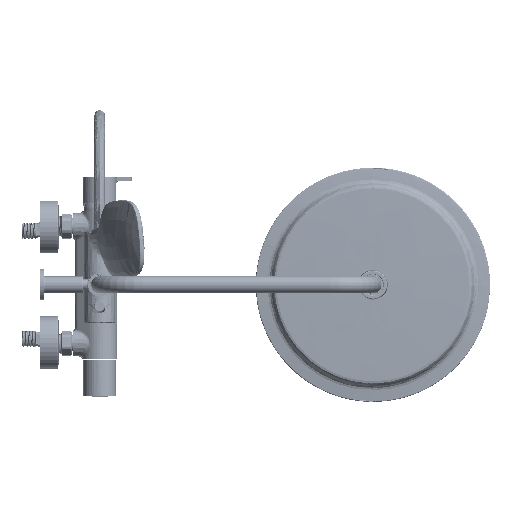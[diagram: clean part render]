
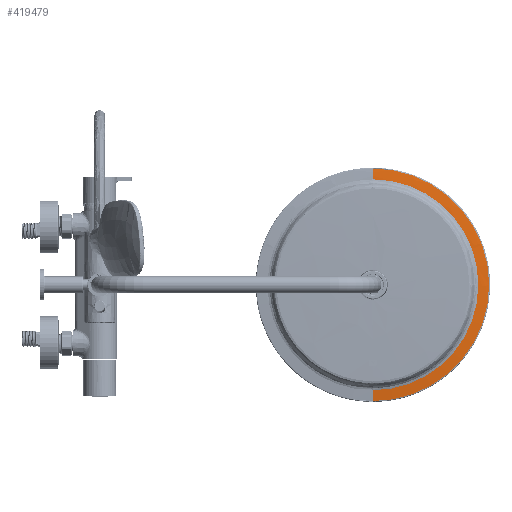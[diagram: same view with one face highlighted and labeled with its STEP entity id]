
A CAD part, front view. The second image highlights one B-rep face of the part: STEP entity #419479.
In plain terms, the highlighted free-form (B-spline) face has degree [3, 3] with [4, 7] control points.
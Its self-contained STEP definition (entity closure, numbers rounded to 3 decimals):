
#2156 = VERTEX_POINT ( 'NONE', #52154 ) ;
#15676 = CARTESIAN_POINT ( 'NONE',  ( 350., -1079.153, -135.026 ) ) ;
#15837 = CARTESIAN_POINT ( 'NONE',  ( 350., -1078.447, 144.346 ) ) ;
#22145 = CARTESIAN_POINT ( 'NONE',  ( 484.936, -1079.158, -1.272 ) ) ;
#22775 = EDGE_CURVE ( 'NONE', #442093, #2156, #584233, .T. ) ;
#28484 = CARTESIAN_POINT ( 'NONE',  ( 489.646, -1078.912, -1.316 ) ) ;
#35587 = DIRECTION ( 'NONE',  ( 0., -1., 0. ) ) ;
#40251 = CIRCLE ( 'NONE', #265845, 135.027 ) ;
#52154 = CARTESIAN_POINT ( 'NONE',  ( 350., -1077.776, 148.929 ) ) ;
#112170 = CARTESIAN_POINT ( 'NONE',  ( 347.457, -1079.158, -134.918 ) ) ;
#115294 = CARTESIAN_POINT ( 'NONE',  ( 350.604, -1079.153, 135.025 ) ) ;
#122294 = CARTESIAN_POINT ( 'NONE',  ( 350., -1079.153, 0. ) ) ;
#122339 = CARTESIAN_POINT ( 'NONE',  ( 350., -927.355, 127.013 ) ) ;
#124827 = CARTESIAN_POINT ( 'NONE',  ( 484.186, -1079.158, -80.908 ) ) ;
#129877 = ORIENTED_EDGE ( 'NONE', *, *, #191040, .T. ) ;
#152491 = EDGE_CURVE ( 'NONE', #206810, #527498, #167107, .T. ) ;
#155069 = CARTESIAN_POINT ( 'NONE',  ( 350., -1077.776, 0. ) ) ;
#163573 = CARTESIAN_POINT ( 'NONE',  ( 429.639, -1079.158, 134.942 ) ) ;
#166736 = CARTESIAN_POINT ( 'NONE',  ( 490.423, -1078.912, 81.099 ) ) ;
#167107 = CIRCLE ( 'NONE', #279870, 135.027 ) ;
#169921 = CARTESIAN_POINT ( 'NONE',  ( 499.834, -1077.764, 86.535 ) ) ;
#173078 = CARTESIAN_POINT ( 'NONE',  ( 498.177, -1077.764, -89.344 ) ) ;
#179160 = ORIENTED_EDGE ( 'NONE', *, *, #22775, .T. ) ;
#181687 = EDGE_CURVE ( 'NONE', #527498, #532250, #40251, .T. ) ;
#191040 = EDGE_CURVE ( 'NONE', #206810, #442093, #311454, .T. ) ;
#206810 = VERTEX_POINT ( 'NONE', #371365 ) ;
#208458 = CARTESIAN_POINT ( 'NONE',  ( 350.004, -1078.448, -144.319 ) ) ;
#214948 = CARTESIAN_POINT ( 'NONE',  ( 437.943, -1077.764, 149.012 ) ) ;
#224410 = CARTESIAN_POINT ( 'NONE',  ( 495.142, -1078.447, 83.825 ) ) ;
#227600 = CIRCLE ( 'NONE', #473909, 152.01 ) ;
#246059 = ORIENTED_EDGE ( 'NONE', *, *, #152491, .F. ) ;
#259948 = CARTESIAN_POINT ( 'NONE',  ( 350., -1078.912, 139.652 ) ) ;
#263114 = CARTESIAN_POINT ( 'NONE',  ( 493.536, -1078.447, -86.546 ) ) ;
#265845 = AXIS2_PLACEMENT_3D ( 'NONE', #382515, #35587, #475683 ) ;
#269435 = CARTESIAN_POINT ( 'NONE',  ( 494.339, -1078.447, -1.36 ) ) ;
#279870 = AXIS2_PLACEMENT_3D ( 'NONE', #122294, #318314, #514224 ) ;
#307215 = AXIS2_PLACEMENT_3D ( 'NONE', #155069, #351083, #598344 ) ;
#311454 = B_SPLINE_CURVE_WITH_KNOTS ( 'NONE', 3,
 ( #15676, #555349, #208458, #603513 ),
 .UNSPECIFIED., .F., .F.,
 ( 4, 4 ),
 ( 0., 1. ),
 .UNSPECIFIED. ) ;
#318314 = DIRECTION ( 'NONE',  ( 0., -1., 0. ) ) ;
#320878 = CARTESIAN_POINT ( 'NONE',  ( 347.191, -1077.764, -148.986 ) ) ;
#351083 = DIRECTION ( 'NONE',  ( 0., -1., 0. ) ) ;
#356449 = CARTESIAN_POINT ( 'NONE',  ( 499.006, -1077.764, -1.404 ) ) ;
#360441 = EDGE_CURVE ( 'NONE', #2156, #532250, #227600, .T. ) ;
#362736 = CARTESIAN_POINT ( 'NONE',  ( 347.368, -1078.912, -139.627 ) ) ;
#371365 = CARTESIAN_POINT ( 'NONE',  ( 350., -1079.153, -135.026 ) ) ;
#382515 = CARTESIAN_POINT ( 'NONE',  ( 350., -1079.153, 0. ) ) ;
#396657 = EDGE_LOOP ( 'NONE', ( #179160, #585015, #496474, #246059, #129877 ) ) ;
#410886 = CARTESIAN_POINT ( 'NONE',  ( 488.869, -1078.912, -83.732 ) ) ;
#417238 = CARTESIAN_POINT ( 'NONE',  ( 350., -1079.158, 134.942 ) ) ;
#419479 = ADVANCED_FACE ( 'NONE', ( #627317 ), #464319, .F. ) ;
#420401 = CARTESIAN_POINT ( 'NONE',  ( 435.189, -1078.447, 144.346 ) ) ;
#442093 = VERTEX_POINT ( 'NONE', #460452 ) ;
#460452 = CARTESIAN_POINT ( 'NONE',  ( 350.001, -1077.776, -148.929 ) ) ;
#462886 = DIRECTION ( 'NONE',  ( 0., -0.999, 0.047 ) ) ;
#464319 =( BOUNDED_SURFACE ( )  B_SPLINE_SURFACE ( 3, 3, ( 
 ( #417238, #163573, #609999, #22145, #124827, #552342, #112170 ),
 ( #259948, #606820, #166736, #28484, #410886, #613166, #362736 ),
 ( #15837, #420401, #224410, #269435, #263114, #465396, #616305 ),
 ( #603682, #214948, #169921, #356449, #173078, #513605, #320878 ) ),
 .UNSPECIFIED., .F., .F., .F. ) 
 B_SPLINE_SURFACE_WITH_KNOTS ( ( 4, 4 ),
 ( 4, 3, 4 ),
 ( 0., 1. ),
 ( 0., 0.5, 1. ),
 .UNSPECIFIED. ) 
 GEOMETRIC_REPRESENTATION_ITEM ( )  RATIONAL_B_SPLINE_SURFACE ( (
 ( 1., 0.803, 0.803, 1., 0.803, 0.803, 1.),
 ( 0.999, 0.802, 0.802, 0.999, 0.802, 0.802, 0.999),
 ( 0.999, 0.802, 0.802, 0.999, 0.802, 0.802, 0.999),
 ( 1., 0.803, 0.803, 1., 0.803, 0.803, 1.) ) ) 
 REPRESENTATION_ITEM ( '' )  SURFACE ( )  );
#465396 = CARTESIAN_POINT ( 'NONE',  ( 432.453, -1078.447, -145.926 ) ) ;
#473909 = AXIS2_PLACEMENT_3D ( 'NONE', #122339, #620109, #462886 ) ;
#475683 = DIRECTION ( 'NONE',  ( -0.004, 0., -1. ) ) ;
#496474 = ORIENTED_EDGE ( 'NONE', *, *, #181687, .F. ) ;
#513605 = CARTESIAN_POINT ( 'NONE',  ( 435.119, -1077.764, -150.643 ) ) ;
#514224 = DIRECTION ( 'NONE',  ( -0.004, 0., -1. ) ) ;
#527498 = VERTEX_POINT ( 'NONE', #115294 ) ;
#532250 = VERTEX_POINT ( 'NONE', #567726 ) ;
#552342 = CARTESIAN_POINT ( 'NONE',  ( 427.082, -1079.158, -136.419 ) ) ;
#555349 = CARTESIAN_POINT ( 'NONE',  ( 350.002, -1078.908, -139.678 ) ) ;
#567726 = CARTESIAN_POINT ( 'NONE',  ( 350., -1079.153, 135.027 ) ) ;
#584233 = CIRCLE ( 'NONE', #307215, 148.929 ) ;
#585015 = ORIENTED_EDGE ( 'NONE', *, *, #360441, .T. ) ;
#598344 = DIRECTION ( 'NONE',  ( 0., 0., -1. ) ) ;
#603513 = CARTESIAN_POINT ( 'NONE',  ( 350.001, -1077.776, -148.929 ) ) ;
#603682 = CARTESIAN_POINT ( 'NONE',  ( 350., -1077.764, 149.012 ) ) ;
#606820 = CARTESIAN_POINT ( 'NONE',  ( 432.419, -1078.912, 139.652 ) ) ;
#609999 = CARTESIAN_POINT ( 'NONE',  ( 485.687, -1079.158, 78.364 ) ) ;
#613166 = CARTESIAN_POINT ( 'NONE',  ( 429.772, -1078.912, -141.181 ) ) ;
#616305 = CARTESIAN_POINT ( 'NONE',  ( 347.279, -1078.447, -144.32 ) ) ;
#620109 = DIRECTION ( 'NONE',  ( 1., 0., 0. ) ) ;
#627317 = FACE_OUTER_BOUND ( 'NONE', #396657, .T. ) ;
